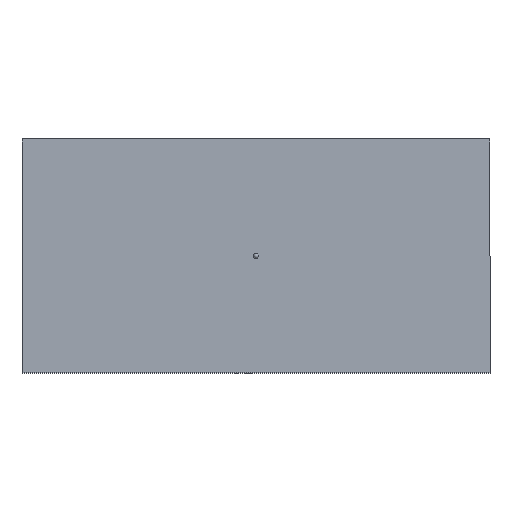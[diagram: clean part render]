
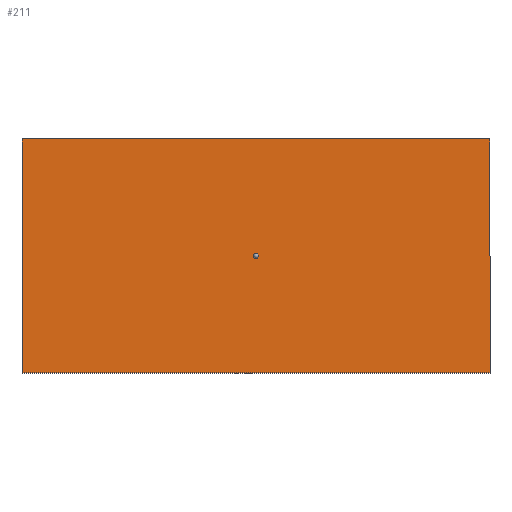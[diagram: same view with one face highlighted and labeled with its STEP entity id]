
A CAD part, top view. The second image highlights one B-rep face of the part: STEP entity #211.
In plain terms, the highlighted planar face has unit normal (0, 0, 1).
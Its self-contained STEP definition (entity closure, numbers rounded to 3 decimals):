
#11 = DIRECTION ( 'NONE',  ( -1., 0., 0. ) ) ;
#15 = DIRECTION ( 'NONE',  ( 0., -1., 0. ) ) ;
#23 = VERTEX_POINT ( 'NONE', #174 ) ;
#61 = LINE ( 'NONE', #261, #157 ) ;
#67 = CARTESIAN_POINT ( 'NONE',  ( 0., 0., 0. ) ) ;
#69 = VERTEX_POINT ( 'NONE', #100 ) ;
#72 = VERTEX_POINT ( 'NONE', #152 ) ;
#83 = VECTOR ( 'NONE', #15, 1000. ) ;
#84 = DIRECTION ( 'NONE',  ( 1., 0., 0. ) ) ;
#88 = ORIENTED_EDGE ( 'NONE', *, *, #191, .T. ) ;
#92 = EDGE_CURVE ( 'NONE', #69, #72, #176, .T. ) ;
#100 = CARTESIAN_POINT ( 'NONE',  ( 10000., -5000., 0. ) ) ;
#101 = CARTESIAN_POINT ( 'NONE',  ( -10000., -5000., 0. ) ) ;
#103 = AXIS2_PLACEMENT_3D ( 'NONE', #67, #182, #84 ) ;
#120 = VERTEX_POINT ( 'NONE', #101 ) ;
#121 = ORIENTED_EDGE ( 'NONE', *, *, #173, .T. ) ;
#126 = CARTESIAN_POINT ( 'NONE',  ( -10000., -5000., 0. ) ) ;
#127 = CARTESIAN_POINT ( 'NONE',  ( -10000., 5000., 0. ) ) ;
#152 = CARTESIAN_POINT ( 'NONE',  ( 10000., 5000., 0. ) ) ;
#157 = VECTOR ( 'NONE', #11, 1000. ) ;
#160 = EDGE_CURVE ( 'NONE', #23, #120, #224, .T. ) ;
#163 = ORIENTED_EDGE ( 'NONE', *, *, #160, .T. ) ;
#173 = EDGE_CURVE ( 'NONE', #120, #69, #200, .T. ) ;
#174 = CARTESIAN_POINT ( 'NONE',  ( -10000., 5000., 0. ) ) ;
#176 = LINE ( 'NONE', #245, #241 ) ;
#182 = DIRECTION ( 'NONE',  ( 0., 0., 1. ) ) ;
#191 = EDGE_CURVE ( 'NONE', #72, #23, #61, .T. ) ;
#200 = LINE ( 'NONE', #126, #251 ) ;
#211 = ADVANCED_FACE ( 'NONE', ( #249 ), #227, .T. ) ;
#222 = DIRECTION ( 'NONE',  ( 1., 0., 0. ) ) ;
#224 = LINE ( 'NONE', #127, #83 ) ;
#227 = PLANE ( 'NONE',  #103 ) ;
#233 = EDGE_LOOP ( 'NONE', ( #303, #88, #163, #121 ) ) ;
#241 = VECTOR ( 'NONE', #262, 1000. ) ;
#245 = CARTESIAN_POINT ( 'NONE',  ( 10000., 5000., 0. ) ) ;
#249 = FACE_OUTER_BOUND ( 'NONE', #233, .T. ) ;
#251 = VECTOR ( 'NONE', #222, 1000. ) ;
#261 = CARTESIAN_POINT ( 'NONE',  ( -10000., 5000., 0. ) ) ;
#262 = DIRECTION ( 'NONE',  ( 0., 1., 0. ) ) ;
#303 = ORIENTED_EDGE ( 'NONE', *, *, #92, .T. ) ;
